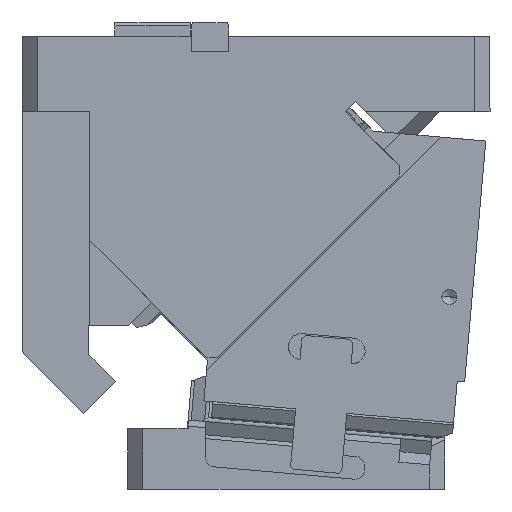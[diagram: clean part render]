
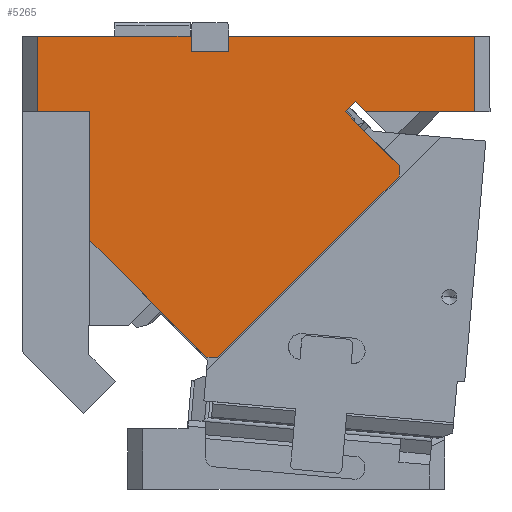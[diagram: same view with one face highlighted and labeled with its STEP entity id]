
A CAD part, front view. The second image highlights one B-rep face of the part: STEP entity #5265.
In plain terms, the highlighted planar face has unit normal (0, -1, 0).
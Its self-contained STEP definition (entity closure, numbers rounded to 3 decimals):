
#487=CARTESIAN_POINT('Vertex',(-300.,-90.,175.)) ;
#490=CARTESIAN_POINT('Line Origine',(-249.,-90.,175.)) ;
#494=CARTESIAN_POINT('Vertex',(-198.,-90.,175.)) ;
#681=CARTESIAN_POINT('Vertex',(-300.,-90.,125.)) ;
#684=CARTESIAN_POINT('Line Origine',(-300.,-90.,150.)) ;
#705=CARTESIAN_POINT('Vertex',(-265.,-90.,125.)) ;
#710=CARTESIAN_POINT('Line Origine',(-282.5,-90.,125.)) ;
#1302=CARTESIAN_POINT('Vertex',(-82.261,-90.,125.)) ;
#1305=CARTESIAN_POINT('Line Origine',(-85.575,-90.,128.315)) ;
#1309=CARTESIAN_POINT('Vertex',(-88.89,-90.,131.629)) ;
#2772=CARTESIAN_POINT('Vertex',(-10.,-90.,125.)) ;
#2786=CARTESIAN_POINT('Vertex',(-10.,-90.,175.)) ;
#2789=CARTESIAN_POINT('Line Origine',(-10.,-90.,150.)) ;
#2833=CARTESIAN_POINT('Vertex',(-95.607,-90.,124.912)) ;
#2836=CARTESIAN_POINT('Line Origine',(-77.93,-90.,107.234)) ;
#2840=CARTESIAN_POINT('Vertex',(-60.252,-90.,89.556)) ;
#2876=CARTESIAN_POINT('Vertex',(-60.252,-90.,82.485)) ;
#2891=CARTESIAN_POINT('Line Origine',(-60.252,-90.,86.021)) ;
#2909=CARTESIAN_POINT('Line Origine',(-120.356,-90.,22.381)) ;
#2913=CARTESIAN_POINT('Vertex',(-180.46,-90.,-37.723)) ;
#4154=CARTESIAN_POINT('Vertex',(-187.531,-90.,-37.723)) ;
#4157=CARTESIAN_POINT('Line Origine',(-226.266,-90.,1.011)) ;
#4161=CARTESIAN_POINT('Vertex',(-265.,-90.,39.746)) ;
#4191=CARTESIAN_POINT('Line Origine',(-183.996,-90.,-37.723)) ;
#4214=CARTESIAN_POINT('Vertex',(-173.,-90.,165.)) ;
#4217=CARTESIAN_POINT('Line Origine',(-173.,-90.,170.)) ;
#4221=CARTESIAN_POINT('Vertex',(-173.,-90.,175.)) ;
#4247=CARTESIAN_POINT('Vertex',(-198.,-90.,165.)) ;
#4250=CARTESIAN_POINT('Line Origine',(-185.5,-90.,165.)) ;
#4793=CARTESIAN_POINT('Line Origine',(-92.249,-90.,128.27)) ;
#4938=CARTESIAN_POINT('Line Origine',(-91.5,-90.,175.)) ;
#5058=CARTESIAN_POINT('Line Origine',(-46.13,-90.,125.)) ;
#5131=CARTESIAN_POINT('Line Origine',(-265.,-90.,47.13)) ;
#5135=CARTESIAN_POINT('Vertex',(-265.,-90.,54.514)) ;
#5138=CARTESIAN_POINT('Line Origine',(-265.,-90.,89.757)) ;
#5235=CARTESIAN_POINT('Axis2P3D Location',(0.,-90.,125.)) ;
#5240=CARTESIAN_POINT('Line Origine',(-198.,-90.,170.)) ;
#491=DIRECTION('Vector Direction',(-1.,0.,0.)) ;
#685=DIRECTION('Vector Direction',(0.,0.,-1.)) ;
#711=DIRECTION('Vector Direction',(1.,0.,0.)) ;
#1306=DIRECTION('Vector Direction',(0.707,0.,-0.707)) ;
#2790=DIRECTION('Vector Direction',(0.,0.,1.)) ;
#2837=DIRECTION('Vector Direction',(-0.707,0.,0.707)) ;
#2892=DIRECTION('Vector Direction',(0.,0.,1.)) ;
#2910=DIRECTION('Vector Direction',(0.707,0.,0.707)) ;
#4158=DIRECTION('Vector Direction',(-0.707,0.,0.707)) ;
#4192=DIRECTION('Vector Direction',(-1.,0.,0.)) ;
#4218=DIRECTION('Vector Direction',(0.,0.,1.)) ;
#4251=DIRECTION('Vector Direction',(1.,0.,0.)) ;
#4794=DIRECTION('Vector Direction',(0.707,0.,0.707)) ;
#4939=DIRECTION('Vector Direction',(-1.,0.,0.)) ;
#5059=DIRECTION('Vector Direction',(1.,0.,0.)) ;
#5132=DIRECTION('Vector Direction',(0.,0.,-1.)) ;
#5139=DIRECTION('Vector Direction',(0.,0.,-1.)) ;
#5236=DIRECTION('Axis2P3D Direction',(0.,1.,0.)) ;
#5237=DIRECTION('Axis2P3D XDirection',(-1.,0.,0.)) ;
#5241=DIRECTION('Vector Direction',(0.,0.,1.)) ;
#5238=AXIS2_PLACEMENT_3D('Plane Axis2P3D',#5235,#5236,#5237) ;
#5246=ORIENTED_EDGE('',*,*,#5137,.T.) ;
#5247=ORIENTED_EDGE('',*,*,#4163,.F.) ;
#5248=ORIENTED_EDGE('',*,*,#4195,.F.) ;
#5249=ORIENTED_EDGE('',*,*,#2915,.T.) ;
#5250=ORIENTED_EDGE('',*,*,#2895,.T.) ;
#5251=ORIENTED_EDGE('',*,*,#2842,.T.) ;
#5252=ORIENTED_EDGE('',*,*,#4797,.T.) ;
#5253=ORIENTED_EDGE('',*,*,#1311,.T.) ;
#5254=ORIENTED_EDGE('',*,*,#5062,.T.) ;
#5255=ORIENTED_EDGE('',*,*,#2793,.T.) ;
#5256=ORIENTED_EDGE('',*,*,#4942,.T.) ;
#5257=ORIENTED_EDGE('',*,*,#4223,.F.) ;
#5258=ORIENTED_EDGE('',*,*,#4254,.F.) ;
#5259=ORIENTED_EDGE('',*,*,#5244,.T.) ;
#5260=ORIENTED_EDGE('',*,*,#496,.T.) ;
#5261=ORIENTED_EDGE('',*,*,#688,.T.) ;
#5262=ORIENTED_EDGE('',*,*,#714,.T.) ;
#5263=ORIENTED_EDGE('',*,*,#5142,.T.) ;
#492=VECTOR('Line Direction',#491,1.) ;
#686=VECTOR('Line Direction',#685,1.) ;
#712=VECTOR('Line Direction',#711,1.) ;
#1307=VECTOR('Line Direction',#1306,1.) ;
#2791=VECTOR('Line Direction',#2790,1.) ;
#2838=VECTOR('Line Direction',#2837,1.) ;
#2893=VECTOR('Line Direction',#2892,1.) ;
#2911=VECTOR('Line Direction',#2910,1.) ;
#4159=VECTOR('Line Direction',#4158,1.) ;
#4193=VECTOR('Line Direction',#4192,1.) ;
#4219=VECTOR('Line Direction',#4218,1.) ;
#4252=VECTOR('Line Direction',#4251,1.) ;
#4795=VECTOR('Line Direction',#4794,1.) ;
#4940=VECTOR('Line Direction',#4939,1.) ;
#5060=VECTOR('Line Direction',#5059,1.) ;
#5133=VECTOR('Line Direction',#5132,1.) ;
#5140=VECTOR('Line Direction',#5139,1.) ;
#5242=VECTOR('Line Direction',#5241,1.) ;
#5265=ADVANCED_FACE('CAM HOLDER',(#5264),#5239,.F.) ;
#496=EDGE_CURVE('',#495,#488,#493,.T.) ;
#688=EDGE_CURVE('',#488,#682,#687,.T.) ;
#714=EDGE_CURVE('',#682,#706,#713,.T.) ;
#1311=EDGE_CURVE('',#1310,#1303,#1308,.T.) ;
#2793=EDGE_CURVE('',#2773,#2787,#2792,.T.) ;
#2842=EDGE_CURVE('',#2841,#2834,#2839,.T.) ;
#2895=EDGE_CURVE('',#2877,#2841,#2894,.T.) ;
#2915=EDGE_CURVE('',#2914,#2877,#2912,.T.) ;
#4163=EDGE_CURVE('',#4155,#4162,#4160,.T.) ;
#4195=EDGE_CURVE('',#2914,#4155,#4194,.T.) ;
#4223=EDGE_CURVE('',#4215,#4222,#4220,.T.) ;
#4254=EDGE_CURVE('',#4248,#4215,#4253,.T.) ;
#4797=EDGE_CURVE('',#2834,#1310,#4796,.T.) ;
#4942=EDGE_CURVE('',#2787,#4222,#4941,.T.) ;
#5062=EDGE_CURVE('',#1303,#2773,#5061,.T.) ;
#5137=EDGE_CURVE('',#5136,#4162,#5134,.T.) ;
#5142=EDGE_CURVE('',#706,#5136,#5141,.T.) ;
#5244=EDGE_CURVE('',#4248,#495,#5243,.T.) ;
#5245=EDGE_LOOP('',(#5246,#5247,#5248,#5249,#5250,#5251,#5252,#5253,#5254,#5255,#5256,#5257,#5258,#5259,#5260,#5261,#5262,#5263)) ;
#5264=FACE_OUTER_BOUND('',#5245,.T.) ;
#493=LINE('Line',#490,#492) ;
#687=LINE('Line',#684,#686) ;
#713=LINE('Line',#710,#712) ;
#1308=LINE('Line',#1305,#1307) ;
#2792=LINE('Line',#2789,#2791) ;
#2839=LINE('Line',#2836,#2838) ;
#2894=LINE('Line',#2891,#2893) ;
#2912=LINE('Line',#2909,#2911) ;
#4160=LINE('Line',#4157,#4159) ;
#4194=LINE('Line',#4191,#4193) ;
#4220=LINE('Line',#4217,#4219) ;
#4253=LINE('Line',#4250,#4252) ;
#4796=LINE('Line',#4793,#4795) ;
#4941=LINE('Line',#4938,#4940) ;
#5061=LINE('Line',#5058,#5060) ;
#5134=LINE('Line',#5131,#5133) ;
#5141=LINE('Line',#5138,#5140) ;
#5243=LINE('Line',#5240,#5242) ;
#5239=PLANE('Plane',#5238) ;
#488=VERTEX_POINT('',#487) ;
#495=VERTEX_POINT('',#494) ;
#682=VERTEX_POINT('',#681) ;
#706=VERTEX_POINT('',#705) ;
#1303=VERTEX_POINT('',#1302) ;
#1310=VERTEX_POINT('',#1309) ;
#2773=VERTEX_POINT('',#2772) ;
#2787=VERTEX_POINT('',#2786) ;
#2834=VERTEX_POINT('',#2833) ;
#2841=VERTEX_POINT('',#2840) ;
#2877=VERTEX_POINT('',#2876) ;
#2914=VERTEX_POINT('',#2913) ;
#4155=VERTEX_POINT('',#4154) ;
#4162=VERTEX_POINT('',#4161) ;
#4215=VERTEX_POINT('',#4214) ;
#4222=VERTEX_POINT('',#4221) ;
#4248=VERTEX_POINT('',#4247) ;
#5136=VERTEX_POINT('',#5135) ;
